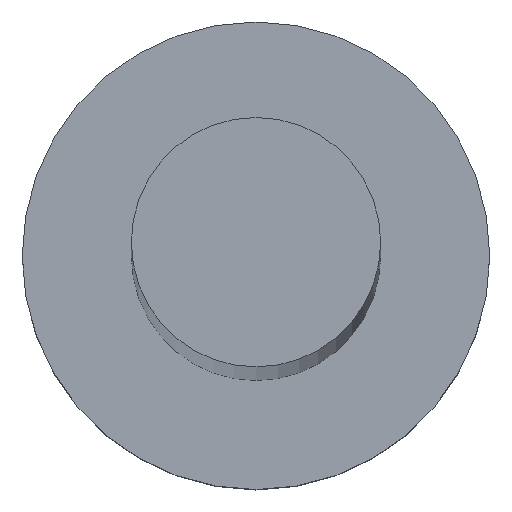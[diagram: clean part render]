
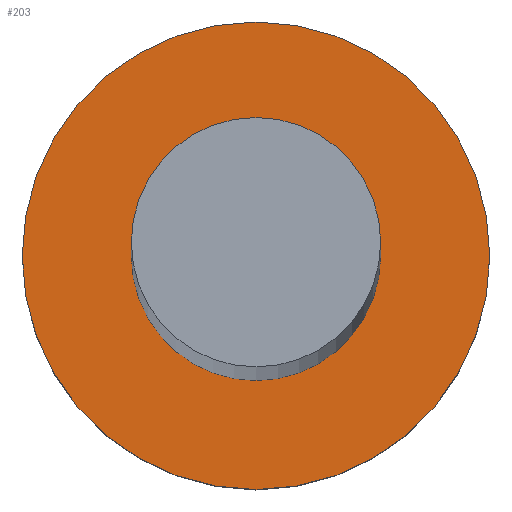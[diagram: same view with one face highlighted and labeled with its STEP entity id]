
A CAD part, top view. The second image highlights one B-rep face of the part: STEP entity #203.
In plain terms, the highlighted planar face has unit normal (0, 0, 1).
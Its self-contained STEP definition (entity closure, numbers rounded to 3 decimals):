
#7 = DIRECTION ( 'NONE',  ( 1., 0., 0. ) ) ;
#20 = ORIENTED_EDGE ( 'NONE', *, *, #82, .F. ) ;
#30 = EDGE_CURVE ( 'NONE', #164, #84, #114, .T. ) ;
#31 = CARTESIAN_POINT ( 'NONE',  ( -1.6, 0., 3. ) ) ;
#36 = EDGE_CURVE ( 'NONE', #240, #99, #127, .T. ) ;
#41 = EDGE_LOOP ( 'NONE', ( #243, #145 ) ) ;
#51 = CARTESIAN_POINT ( 'NONE',  ( 0., 0., 3. ) ) ;
#53 = CARTESIAN_POINT ( 'NONE',  ( 3., 0., 3. ) ) ;
#54 = FACE_OUTER_BOUND ( 'NONE', #41, .T. ) ;
#73 = AXIS2_PLACEMENT_3D ( 'NONE', #143, #126, #7 ) ;
#82 = EDGE_CURVE ( 'NONE', #99, #240, #175, .T. ) ;
#84 = VERTEX_POINT ( 'NONE', #53 ) ;
#86 = DIRECTION ( 'NONE',  ( 0., 0., 1. ) ) ;
#88 = DIRECTION ( 'NONE',  ( 0., 0., 1. ) ) ;
#89 = EDGE_LOOP ( 'NONE', ( #20, #96 ) ) ;
#95 = AXIS2_PLACEMENT_3D ( 'NONE', #162, #86, #141 ) ;
#96 = ORIENTED_EDGE ( 'NONE', *, *, #36, .F. ) ;
#99 = VERTEX_POINT ( 'NONE', #31 ) ;
#102 = AXIS2_PLACEMENT_3D ( 'NONE', #51, #192, #173 ) ;
#105 = DIRECTION ( 'NONE',  ( 1., 0., 0. ) ) ;
#114 = CIRCLE ( 'NONE', #198, 3. ) ;
#126 = DIRECTION ( 'NONE',  ( 0., 0., 1. ) ) ;
#127 = CIRCLE ( 'NONE', #73, 1.6 ) ;
#129 = FACE_BOUND ( 'NONE', #89, .T. ) ;
#141 = DIRECTION ( 'NONE',  ( 1., 0., 0. ) ) ;
#143 = CARTESIAN_POINT ( 'NONE',  ( 0., 0., 3. ) ) ;
#145 = ORIENTED_EDGE ( 'NONE', *, *, #220, .T. ) ;
#147 = DIRECTION ( 'NONE',  ( 1., 0., 0. ) ) ;
#162 = CARTESIAN_POINT ( 'NONE',  ( 0., 0., 3. ) ) ;
#164 = VERTEX_POINT ( 'NONE', #206 ) ;
#173 = DIRECTION ( 'NONE',  ( 1., 0., 0. ) ) ;
#175 = CIRCLE ( 'NONE', #95, 1.6 ) ;
#182 = CARTESIAN_POINT ( 'NONE',  ( 0., 0., 3. ) ) ;
#192 = DIRECTION ( 'NONE',  ( 0., 0., 1. ) ) ;
#198 = AXIS2_PLACEMENT_3D ( 'NONE', #182, #242, #147 ) ;
#203 = ADVANCED_FACE ( 'NONE', ( #129, #54 ), #247, .T. ) ;
#206 = CARTESIAN_POINT ( 'NONE',  ( -3., 0., 3. ) ) ;
#212 = CARTESIAN_POINT ( 'NONE',  ( 0., 0., 3. ) ) ;
#219 = CIRCLE ( 'NONE', #102, 3. ) ;
#220 = EDGE_CURVE ( 'NONE', #84, #164, #219, .T. ) ;
#240 = VERTEX_POINT ( 'NONE', #251 ) ;
#241 = AXIS2_PLACEMENT_3D ( 'NONE', #212, #88, #105 ) ;
#242 = DIRECTION ( 'NONE',  ( 0., 0., 1. ) ) ;
#243 = ORIENTED_EDGE ( 'NONE', *, *, #30, .T. ) ;
#247 = PLANE ( 'NONE',  #241 ) ;
#251 = CARTESIAN_POINT ( 'NONE',  ( 1.6, 0., 3. ) ) ;
